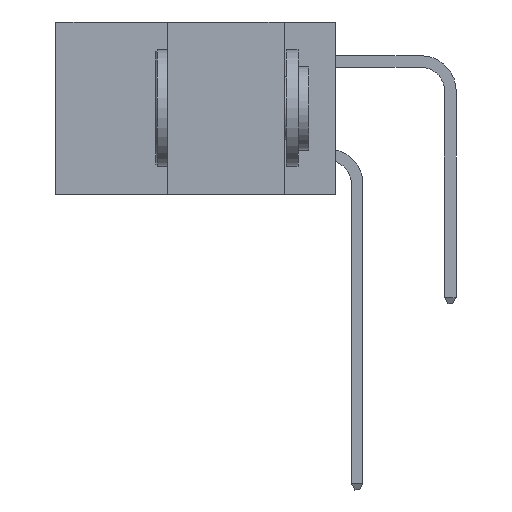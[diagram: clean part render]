
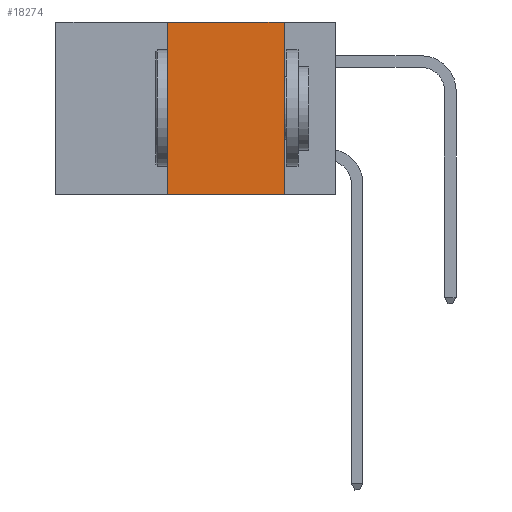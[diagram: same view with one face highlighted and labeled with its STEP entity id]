
A CAD part, left-side view. The second image highlights one B-rep face of the part: STEP entity #18274.
In plain terms, the highlighted planar face has unit normal (-1, 0, 0).
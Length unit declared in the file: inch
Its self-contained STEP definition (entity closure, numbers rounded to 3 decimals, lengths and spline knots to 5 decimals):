
#22 = FACE_OUTER_BOUND ( 'NONE', #18735, .T. ) ;
#55 = DIRECTION ( 'NONE',  ( 0., 0., -1. ) ) ;
#401 = ORIENTED_EDGE ( 'NONE', *, *, #16190, .F. ) ;
#2001 = VERTEX_POINT ( 'NONE', #10348 ) ;
#2984 = VECTOR ( 'NONE', #3232, 39.37008 ) ;
#3232 = DIRECTION ( 'NONE',  ( 0., 0., 1. ) ) ;
#3266 = LINE ( 'NONE', #18301, #16616 ) ;
#3270 = DIRECTION ( 'NONE',  ( 1., 0., 0. ) ) ;
#5465 = DIRECTION ( 'NONE',  ( 0., -1., 0. ) ) ;
#7030 = CARTESIAN_POINT ( 'NONE',  ( 0., 0.11, 0. ) ) ;
#7267 = VERTEX_POINT ( 'NONE', #8589 ) ;
#7627 = CARTESIAN_POINT ( 'NONE',  ( 0., 0.36, 0. ) ) ;
#7924 = VECTOR ( 'NONE', #55, 39.37008 ) ;
#8229 = ORIENTED_EDGE ( 'NONE', *, *, #16430, .F. ) ;
#8468 = PLANE ( 'NONE',  #19628 ) ;
#8589 = CARTESIAN_POINT ( 'NONE',  ( 0., 0.36, -0.37 ) ) ;
#8628 = VERTEX_POINT ( 'NONE', #20903 ) ;
#8839 = VECTOR ( 'NONE', #5465, 39.37008 ) ;
#9570 = DIRECTION ( 'NONE',  ( 0., -1., 0. ) ) ;
#10348 = CARTESIAN_POINT ( 'NONE',  ( 0., 0.11, 0. ) ) ;
#10576 = EDGE_CURVE ( 'NONE', #2001, #8628, #12502, .T. ) ;
#12502 = LINE ( 'NONE', #7030, #7924 ) ;
#13632 = EDGE_CURVE ( 'NONE', #7267, #8628, #22041, .T. ) ;
#13670 = CARTESIAN_POINT ( 'NONE',  ( 0., 0.6, 0. ) ) ;
#14816 = ORIENTED_EDGE ( 'NONE', *, *, #10576, .F. ) ;
#15422 = CARTESIAN_POINT ( 'NONE',  ( 0., 0.36, 0. ) ) ;
#15447 = ORIENTED_EDGE ( 'NONE', *, *, #13632, .T. ) ;
#15461 = DIRECTION ( 'NONE',  ( 0., 0., -1. ) ) ;
#15905 = CARTESIAN_POINT ( 'NONE',  ( 0., 0.6, -0.37 ) ) ;
#16190 = EDGE_CURVE ( 'NONE', #20476, #2001, #3266, .T. ) ;
#16430 = EDGE_CURVE ( 'NONE', #7267, #20476, #17417, .T. ) ;
#16616 = VECTOR ( 'NONE', #9570, 39.37008 ) ;
#17417 = LINE ( 'NONE', #15422, #2984 ) ;
#18274 = ADVANCED_FACE ( 'NONE', ( #22 ), #8468, .F. ) ;
#18301 = CARTESIAN_POINT ( 'NONE',  ( 0., 0.6, 0. ) ) ;
#18735 = EDGE_LOOP ( 'NONE', ( #14816, #401, #8229, #15447 ) ) ;
#19628 = AXIS2_PLACEMENT_3D ( 'NONE', #13670, #3270, #15461 ) ;
#20476 = VERTEX_POINT ( 'NONE', #7627 ) ;
#20903 = CARTESIAN_POINT ( 'NONE',  ( 0., 0.11, -0.37 ) ) ;
#22041 = LINE ( 'NONE', #15905, #8839 ) ;
